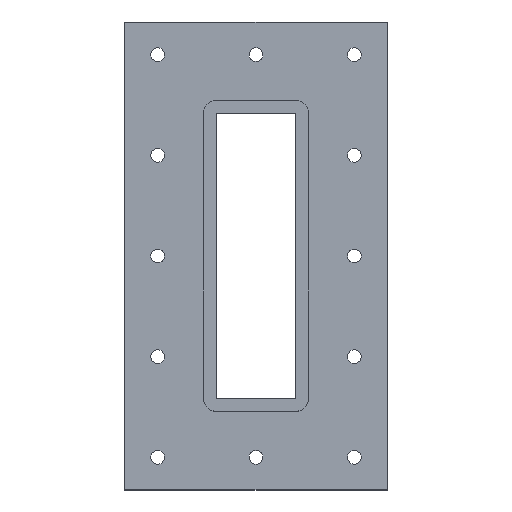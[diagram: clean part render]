
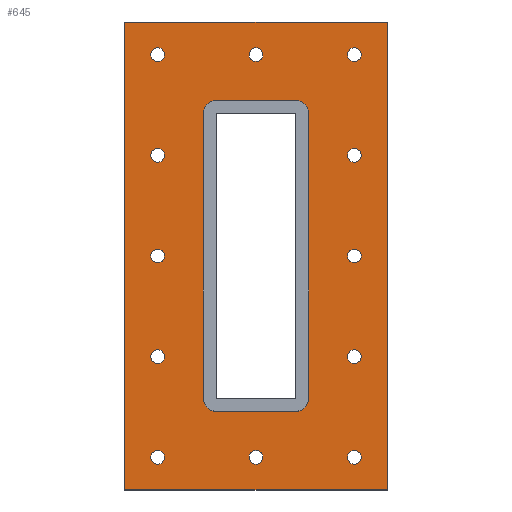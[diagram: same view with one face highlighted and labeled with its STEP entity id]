
A CAD part, top view. The second image highlights one B-rep face of the part: STEP entity #645.
In plain terms, the highlighted planar face has unit normal (0, 0, 1).
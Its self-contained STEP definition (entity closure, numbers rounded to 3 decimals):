
#84=CARTESIAN_POINT('',(5.25,-154.,-17.0));
#85=VERTEX_POINT('',#84);
#86=CARTESIAN_POINT('',(0.,-154.,-17.));
#87=DIRECTION('',(0.0,0.0,-1.0));
#88=DIRECTION('',(1.0,0.0,0.0));
#89=AXIS2_PLACEMENT_3D('',#86,#87,#88);
#90=CIRCLE('',#89,5.25);
#91=EDGE_CURVE('',#85,#85,#90,.T.);
#112=CARTESIAN_POINT('',(5.25,154.0,-17.0));
#113=VERTEX_POINT('',#112);
#114=CARTESIAN_POINT('',(0.,154.0,-17.));
#115=DIRECTION('',(0.0,0.0,-1.0));
#116=DIRECTION('',(1.0,0.0,0.0));
#117=AXIS2_PLACEMENT_3D('',#114,#115,#116);
#118=CIRCLE('',#117,5.25);
#119=EDGE_CURVE('',#113,#113,#118,.T.);
#140=CARTESIAN_POINT('',(80.5,-77.,-17.0));
#141=VERTEX_POINT('',#140);
#142=CARTESIAN_POINT('',(75.25,-77.,-17.));
#143=DIRECTION('',(0.0,0.0,-1.0));
#144=DIRECTION('',(1.0,0.0,0.0));
#145=AXIS2_PLACEMENT_3D('',#142,#143,#144);
#146=CIRCLE('',#145,5.25);
#147=EDGE_CURVE('',#141,#141,#146,.T.);
#168=CARTESIAN_POINT('',(80.5,0.,-17.0));
#169=VERTEX_POINT('',#168);
#170=CARTESIAN_POINT('',(75.25,0.,-17.));
#171=DIRECTION('',(0.0,0.0,-1.0));
#172=DIRECTION('',(1.0,0.0,0.0));
#173=AXIS2_PLACEMENT_3D('',#170,#171,#172);
#174=CIRCLE('',#173,5.25);
#175=EDGE_CURVE('',#169,#169,#174,.T.);
#196=CARTESIAN_POINT('',(80.5,77.0,-17.0));
#197=VERTEX_POINT('',#196);
#198=CARTESIAN_POINT('',(75.25,77.0,-17.));
#199=DIRECTION('',(0.0,0.0,-1.0));
#200=DIRECTION('',(1.0,0.0,0.0));
#201=AXIS2_PLACEMENT_3D('',#198,#199,#200);
#202=CIRCLE('',#201,5.25);
#203=EDGE_CURVE('',#197,#197,#202,.T.);
#224=CARTESIAN_POINT('',(-70.,77.,-17.0));
#225=VERTEX_POINT('',#224);
#226=CARTESIAN_POINT('',(-75.25,77.,-17.));
#227=DIRECTION('',(0.0,0.0,-1.0));
#228=DIRECTION('',(1.0,0.0,0.0));
#229=AXIS2_PLACEMENT_3D('',#226,#227,#228);
#230=CIRCLE('',#229,5.25);
#231=EDGE_CURVE('',#225,#225,#230,.T.);
#252=CARTESIAN_POINT('',(-70.,0.,-17.0));
#253=VERTEX_POINT('',#252);
#254=CARTESIAN_POINT('',(-75.25,0.,-17.));
#255=DIRECTION('',(0.0,0.0,-1.0));
#256=DIRECTION('',(1.0,0.0,0.0));
#257=AXIS2_PLACEMENT_3D('',#254,#255,#256);
#258=CIRCLE('',#257,5.25);
#259=EDGE_CURVE('',#253,#253,#258,.T.);
#280=CARTESIAN_POINT('',(-70.,-77.,-17.0));
#281=VERTEX_POINT('',#280);
#282=CARTESIAN_POINT('',(-75.25,-77.,-17.));
#283=DIRECTION('',(0.0,0.0,-1.0));
#284=DIRECTION('',(1.0,0.0,0.0));
#285=AXIS2_PLACEMENT_3D('',#282,#283,#284);
#286=CIRCLE('',#285,5.25);
#287=EDGE_CURVE('',#281,#281,#286,.T.);
#308=CARTESIAN_POINT('',(-70.,154.0,-17.0));
#309=VERTEX_POINT('',#308);
#310=CARTESIAN_POINT('',(-75.25,154.0,-17.));
#311=DIRECTION('',(0.0,0.0,-1.0));
#312=DIRECTION('',(1.0,0.0,0.0));
#313=AXIS2_PLACEMENT_3D('',#310,#311,#312);
#314=CIRCLE('',#313,5.25);
#315=EDGE_CURVE('',#309,#309,#314,.T.);
#336=CARTESIAN_POINT('',(80.5,154.0,-17.0));
#337=VERTEX_POINT('',#336);
#338=CARTESIAN_POINT('',(75.25,154.0,-17.));
#339=DIRECTION('',(0.0,0.0,-1.0));
#340=DIRECTION('',(1.0,0.0,0.0));
#341=AXIS2_PLACEMENT_3D('',#338,#339,#340);
#342=CIRCLE('',#341,5.25);
#343=EDGE_CURVE('',#337,#337,#342,.T.);
#364=CARTESIAN_POINT('',(80.5,-154.,-17.0));
#365=VERTEX_POINT('',#364);
#366=CARTESIAN_POINT('',(75.25,-154.,-17.));
#367=DIRECTION('',(0.0,0.0,-1.0));
#368=DIRECTION('',(1.0,0.0,0.0));
#369=AXIS2_PLACEMENT_3D('',#366,#367,#368);
#370=CIRCLE('',#369,5.25);
#371=EDGE_CURVE('',#365,#365,#370,.T.);
#392=CARTESIAN_POINT('',(-70.,-154.,-17.0));
#393=VERTEX_POINT('',#392);
#394=CARTESIAN_POINT('',(-75.25,-154.,-17.));
#395=DIRECTION('',(0.0,0.0,-1.0));
#396=DIRECTION('',(1.0,0.0,0.0));
#397=AXIS2_PLACEMENT_3D('',#394,#395,#396);
#398=CIRCLE('',#397,5.25);
#399=EDGE_CURVE('',#393,#393,#398,.T.);
#419=CARTESIAN_POINT('',(-100.25,-179.,-17.0));
#420=VERTEX_POINT('',#419);
#427=CARTESIAN_POINT('',(-100.25,179.,-17.0));
#428=VERTEX_POINT('',#427);
#429=CARTESIAN_POINT('',(-100.25,179.,-17.0));
#430=DIRECTION('',(0.0,-1.0,0.0));
#431=VECTOR('',#430,358.);
#432=LINE('',#429,#431);
#433=EDGE_CURVE('',#428,#420,#432,.T.);
#458=CARTESIAN_POINT('',(100.25,179.,-17.0));
#459=VERTEX_POINT('',#458);
#460=CARTESIAN_POINT('',(100.25,179.,-17.0));
#461=DIRECTION('',(-1.0,0.0,0.0));
#462=VECTOR('',#461,200.5);
#463=LINE('',#460,#462);
#464=EDGE_CURVE('',#459,#428,#463,.T.);
#489=CARTESIAN_POINT('',(100.25,-179.,-17.0));
#490=VERTEX_POINT('',#489);
#491=CARTESIAN_POINT('',(100.25,-179.,-17.0));
#492=DIRECTION('',(0.0,1.0,0.0));
#493=VECTOR('',#492,358.);
#494=LINE('',#491,#493);
#495=EDGE_CURVE('',#490,#459,#494,.T.);
#518=CARTESIAN_POINT('',(-100.25,-179.,-17.0));
#519=DIRECTION('',(1.0,0.0,0.0));
#520=VECTOR('',#519,200.5);
#521=LINE('',#518,#520);
#522=EDGE_CURVE('',#420,#490,#521,.T.);
#528=CARTESIAN_POINT('',(0.0,0.,-17.0));
#529=DIRECTION('',(0.0,0.0,1.0));
#530=DIRECTION('',(1.0,0.0,0.0));
#531=AXIS2_PLACEMENT_3D('',#528,#529,#530);
#532=PLANE('',#531);
#533=ORIENTED_EDGE('',*,*,#522,.T.);
#534=ORIENTED_EDGE('',*,*,#495,.T.);
#535=ORIENTED_EDGE('',*,*,#464,.T.);
#536=ORIENTED_EDGE('',*,*,#433,.T.);
#537=EDGE_LOOP('',(#533,#534,#535,#536));
#538=FACE_OUTER_BOUND('',#537,.T.);
#539=ORIENTED_EDGE('',*,*,#91,.T.);
#540=EDGE_LOOP('',(#539));
#541=FACE_BOUND('',#540,.T.);
#542=ORIENTED_EDGE('',*,*,#119,.T.);
#543=EDGE_LOOP('',(#542));
#544=FACE_BOUND('',#543,.T.);
#545=ORIENTED_EDGE('',*,*,#147,.T.);
#546=EDGE_LOOP('',(#545));
#547=FACE_BOUND('',#546,.T.);
#548=ORIENTED_EDGE('',*,*,#175,.T.);
#549=EDGE_LOOP('',(#548));
#550=FACE_BOUND('',#549,.T.);
#551=ORIENTED_EDGE('',*,*,#203,.T.);
#552=EDGE_LOOP('',(#551));
#553=FACE_BOUND('',#552,.T.);
#554=ORIENTED_EDGE('',*,*,#231,.T.);
#555=EDGE_LOOP('',(#554));
#556=FACE_BOUND('',#555,.T.);
#557=ORIENTED_EDGE('',*,*,#259,.T.);
#558=EDGE_LOOP('',(#557));
#559=FACE_BOUND('',#558,.T.);
#560=ORIENTED_EDGE('',*,*,#287,.T.);
#561=EDGE_LOOP('',(#560));
#562=FACE_BOUND('',#561,.T.);
#563=ORIENTED_EDGE('',*,*,#315,.T.);
#564=EDGE_LOOP('',(#563));
#565=FACE_BOUND('',#564,.T.);
#566=ORIENTED_EDGE('',*,*,#343,.T.);
#567=EDGE_LOOP('',(#566));
#568=FACE_BOUND('',#567,.T.);
#569=ORIENTED_EDGE('',*,*,#371,.T.);
#570=EDGE_LOOP('',(#569));
#571=FACE_BOUND('',#570,.T.);
#572=ORIENTED_EDGE('',*,*,#399,.T.);
#573=EDGE_LOOP('',(#572));
#574=FACE_BOUND('',#573,.T.);
#575=CARTESIAN_POINT('',(40.25,109.,-17.0));
#576=VERTEX_POINT('',#575);
#577=CARTESIAN_POINT('',(30.25,119.,-17.0));
#578=VERTEX_POINT('',#577);
#579=CARTESIAN_POINT('',(30.25,109.,-17.0));
#580=DIRECTION('',(0.0,0.0,1.0));
#581=DIRECTION('',(0.707,0.707,0.0));
#582=AXIS2_PLACEMENT_3D('',#579,#580,#581);
#583=CIRCLE('',#582,10.);
#584=EDGE_CURVE('',#576,#578,#583,.T.);
#585=ORIENTED_EDGE('',*,*,#584,.F.);
#586=CARTESIAN_POINT('',(40.25,-109.,-17.0));
#587=VERTEX_POINT('',#586);
#588=CARTESIAN_POINT('',(40.25,-109.,-17.0));
#589=DIRECTION('',(0.0,1.0,0.0));
#590=VECTOR('',#589,218.);
#591=LINE('',#588,#590);
#592=EDGE_CURVE('',#587,#576,#591,.T.);
#593=ORIENTED_EDGE('',*,*,#592,.F.);
#594=CARTESIAN_POINT('',(30.25,-119.,-17.0));
#595=VERTEX_POINT('',#594);
#596=CARTESIAN_POINT('',(30.25,-109.,-17.0));
#597=DIRECTION('',(0.0,0.0,1.0));
#598=DIRECTION('',(0.707,-0.707,0.0));
#599=AXIS2_PLACEMENT_3D('',#596,#597,#598);
#600=CIRCLE('',#599,10.0);
#601=EDGE_CURVE('',#595,#587,#600,.T.);
#602=ORIENTED_EDGE('',*,*,#601,.F.);
#603=CARTESIAN_POINT('',(-30.25,-119.,-17.0));
#604=VERTEX_POINT('',#603);
#605=CARTESIAN_POINT('',(-30.25,-119.,-17.0));
#606=DIRECTION('',(1.0,0.0,0.0));
#607=VECTOR('',#606,60.5);
#608=LINE('',#605,#607);
#609=EDGE_CURVE('',#604,#595,#608,.T.);
#610=ORIENTED_EDGE('',*,*,#609,.F.);
#611=CARTESIAN_POINT('',(-40.25,-109.,-17.0));
#612=VERTEX_POINT('',#611);
#613=CARTESIAN_POINT('',(-30.25,-109.,-17.0));
#614=DIRECTION('',(0.0,0.0,1.0));
#615=DIRECTION('',(-0.707,-0.707,0.0));
#616=AXIS2_PLACEMENT_3D('',#613,#614,#615);
#617=CIRCLE('',#616,10.);
#618=EDGE_CURVE('',#612,#604,#617,.T.);
#619=ORIENTED_EDGE('',*,*,#618,.F.);
#620=CARTESIAN_POINT('',(-40.25,109.,-17.0));
#621=VERTEX_POINT('',#620);
#622=CARTESIAN_POINT('',(-40.25,109.,-17.0));
#623=DIRECTION('',(0.0,-1.0,0.0));
#624=VECTOR('',#623,218.);
#625=LINE('',#622,#624);
#626=EDGE_CURVE('',#621,#612,#625,.T.);
#627=ORIENTED_EDGE('',*,*,#626,.F.);
#628=CARTESIAN_POINT('',(-30.25,119.,-17.0));
#629=VERTEX_POINT('',#628);
#630=CARTESIAN_POINT('',(-30.25,109.,-17.0));
#631=DIRECTION('',(0.0,0.0,1.0));
#632=DIRECTION('',(-0.707,0.707,0.0));
#633=AXIS2_PLACEMENT_3D('',#630,#631,#632);
#634=CIRCLE('',#633,10.);
#635=EDGE_CURVE('',#629,#621,#634,.T.);
#636=ORIENTED_EDGE('',*,*,#635,.F.);
#637=CARTESIAN_POINT('',(30.25,119.,-17.0));
#638=DIRECTION('',(-1.0,0.0,0.0));
#639=VECTOR('',#638,60.5);
#640=LINE('',#637,#639);
#641=EDGE_CURVE('',#578,#629,#640,.T.);
#642=ORIENTED_EDGE('',*,*,#641,.F.);
#643=EDGE_LOOP('',(#585,#593,#602,#610,#619,#627,#636,#642));
#644=FACE_BOUND('',#643,.T.);
#645=ADVANCED_FACE('',(#538,#541,#544,#547,#550,#553,#556,#559,#562,#565,#568,#571,#574,#644),#532,.T.);
